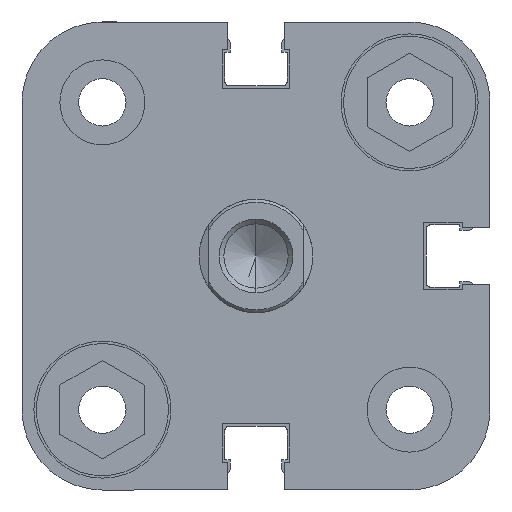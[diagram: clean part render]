
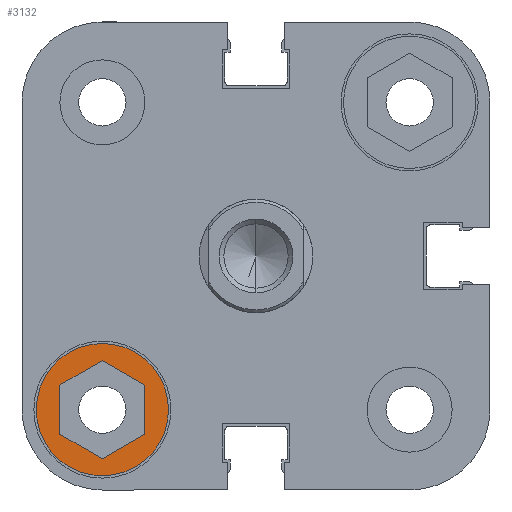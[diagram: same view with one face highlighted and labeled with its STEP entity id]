
A CAD part, left-side view. The second image highlights one B-rep face of the part: STEP entity #3132.
In plain terms, the highlighted planar face has unit normal (-1, 0, 0).
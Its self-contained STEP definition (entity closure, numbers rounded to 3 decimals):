
#254 = AXIS2_PLACEMENT_3D ( 'NONE', #6582, #6589, #6590 ) ;
#305 = AXIS2_PLACEMENT_3D ( 'NONE', #6988, #6999, #7000 ) ;
#616 = AXIS2_PLACEMENT_3D ( 'NONE', #5202, #5204, #5205 ) ;
#805 = EDGE_CURVE ( 'NONE', #3483, #3484, #2446, .T. ) ;
#1062 = EDGE_CURVE ( 'NONE', #3484, #3483, #2752, .T. ) ;
#1074 = EDGE_CURVE ( 'NONE', #3476, #3376, #2756, .T. ) ;
#1078 = EDGE_CURVE ( 'NONE', #3443, #3476, #2763, .T. ) ;
#1081 = EDGE_CURVE ( 'NONE', #3381, #3443, #2765, .T. ) ;
#1086 = EDGE_CURVE ( 'NONE', #3379, #3381, #2773, .T. ) ;
#1089 = EDGE_CURVE ( 'NONE', #3377, #3379, #2771, .T. ) ;
#1092 = EDGE_CURVE ( 'NONE', #3376, #3377, #2776, .T. ) ;
#1870 = EDGE_LOOP ( 'NONE', ( #3957, #3956, #3955, #3954, #3953, #3952 ) ) ;
#2012 = EDGE_LOOP ( 'NONE', ( #3951, #3950 ) ) ;
#2446 = CIRCLE ( 'NONE', #254, 7. ) ;
#2752 = CIRCLE ( 'NONE', #305, 7. ) ;
#2756 = LINE ( 'NONE', #7009, #2757 ) ;
#2757 = VECTOR ( 'NONE', #7015, 1000. ) ;
#2762 = VECTOR ( 'NONE', #7023, 1000. ) ;
#2763 = LINE ( 'NONE', #7014, #2766 ) ;
#2765 = LINE ( 'NONE', #7022, #2762 ) ;
#2766 = VECTOR ( 'NONE', #7019, 1000. ) ;
#2770 = VECTOR ( 'NONE', #7028, 1000. ) ;
#2771 = LINE ( 'NONE', #7032, #2774 ) ;
#2773 = LINE ( 'NONE', #7027, #2770 ) ;
#2774 = VECTOR ( 'NONE', #7033, 1000. ) ;
#2776 = LINE ( 'NONE', #7036, #2777 ) ;
#2777 = VECTOR ( 'NONE', #7037, 1000. ) ;
#3132 = ADVANCED_FACE ( 'NONE', ( #7837, #7840 ), #5203, .F. ) ;
#3376 = VERTEX_POINT ( 'NONE', #5501 ) ;
#3377 = VERTEX_POINT ( 'NONE', #5502 ) ;
#3379 = VERTEX_POINT ( 'NONE', #5504 ) ;
#3381 = VERTEX_POINT ( 'NONE', #5506 ) ;
#3443 = VERTEX_POINT ( 'NONE', #5554 ) ;
#3476 = VERTEX_POINT ( 'NONE', #5582 ) ;
#3483 = VERTEX_POINT ( 'NONE', #5589 ) ;
#3484 = VERTEX_POINT ( 'NONE', #5590 ) ;
#3950 = ORIENTED_EDGE ( 'NONE', *, *, #1062, .F. ) ;
#3951 = ORIENTED_EDGE ( 'NONE', *, *, #805, .F. ) ;
#3952 = ORIENTED_EDGE ( 'NONE', *, *, #1078, .T. ) ;
#3953 = ORIENTED_EDGE ( 'NONE', *, *, #1081, .T. ) ;
#3954 = ORIENTED_EDGE ( 'NONE', *, *, #1086, .T. ) ;
#3955 = ORIENTED_EDGE ( 'NONE', *, *, #1089, .T. ) ;
#3956 = ORIENTED_EDGE ( 'NONE', *, *, #1092, .T. ) ;
#3957 = ORIENTED_EDGE ( 'NONE', *, *, #1074, .T. ) ;
#5202 = CARTESIAN_POINT ( 'NONE',  ( -24.75, 6., 0. ) ) ;
#5203 = PLANE ( 'NONE',  #616 ) ;
#5204 = DIRECTION ( 'NONE',  ( 1., 0., 0. ) ) ;
#5205 = DIRECTION ( 'NONE',  ( 0., 0., -1. ) ) ;
#5501 = CARTESIAN_POINT ( 'NONE',  ( -24.75, 11.75, -13.652 ) ) ;
#5502 = CARTESIAN_POINT ( 'NONE',  ( -24.75, 11.75, -18.848 ) ) ;
#5504 = CARTESIAN_POINT ( 'NONE',  ( -24.75, 16.25, -21.446 ) ) ;
#5506 = CARTESIAN_POINT ( 'NONE',  ( -24.75, 20.75, -18.848 ) ) ;
#5554 = CARTESIAN_POINT ( 'NONE',  ( -24.75, 20.75, -13.652 ) ) ;
#5582 = CARTESIAN_POINT ( 'NONE',  ( -24.75, 16.25, -11.054 ) ) ;
#5589 = CARTESIAN_POINT ( 'NONE',  ( -24.75, 16.25, -23.25 ) ) ;
#5590 = CARTESIAN_POINT ( 'NONE',  ( -24.75, 16.25, -9.25 ) ) ;
#6582 = CARTESIAN_POINT ( 'NONE',  ( -24.75, 16.25, -16.25 ) ) ;
#6589 = DIRECTION ( 'NONE',  ( 1., 0., 0. ) ) ;
#6590 = DIRECTION ( 'NONE',  ( 0., 0., -1. ) ) ;
#6988 = CARTESIAN_POINT ( 'NONE',  ( -24.75, 16.25, -16.25 ) ) ;
#6999 = DIRECTION ( 'NONE',  ( 1., 0., 0. ) ) ;
#7000 = DIRECTION ( 'NONE',  ( 0., 0., -1. ) ) ;
#7009 = CARTESIAN_POINT ( 'NONE',  ( -24.75, 11.75, -13.652 ) ) ;
#7014 = CARTESIAN_POINT ( 'NONE',  ( -24.75, 16.25, -11.054 ) ) ;
#7015 = DIRECTION ( 'NONE',  ( 0., -0.866, -0.5 ) ) ;
#7019 = DIRECTION ( 'NONE',  ( 0., -0.866, 0.5 ) ) ;
#7022 = CARTESIAN_POINT ( 'NONE',  ( -24.75, 20.75, -13.652 ) ) ;
#7023 = DIRECTION ( 'NONE',  ( 0., 0., 1. ) ) ;
#7027 = CARTESIAN_POINT ( 'NONE',  ( -24.75, 20.75, -18.848 ) ) ;
#7028 = DIRECTION ( 'NONE',  ( 0., 0.866, 0.5 ) ) ;
#7032 = CARTESIAN_POINT ( 'NONE',  ( -24.75, 16.25, -21.446 ) ) ;
#7033 = DIRECTION ( 'NONE',  ( 0., 0.866, -0.5 ) ) ;
#7036 = CARTESIAN_POINT ( 'NONE',  ( -24.75, 11.75, -18.848 ) ) ;
#7037 = DIRECTION ( 'NONE',  ( 0., 0., -1. ) ) ;
#7837 = FACE_BOUND ( 'NONE', #1870, .T. ) ;
#7840 = FACE_OUTER_BOUND ( 'NONE', #2012, .T. ) ;
